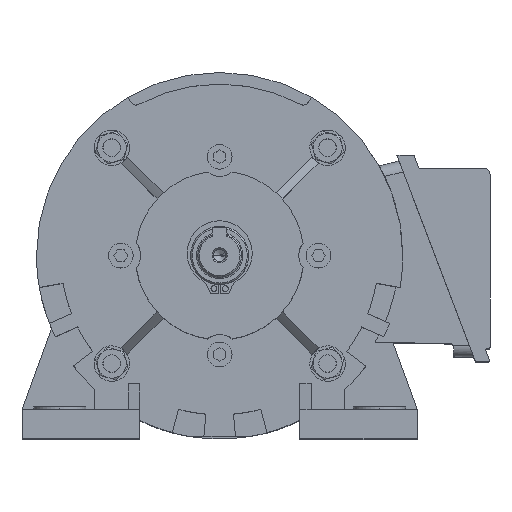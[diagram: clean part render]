
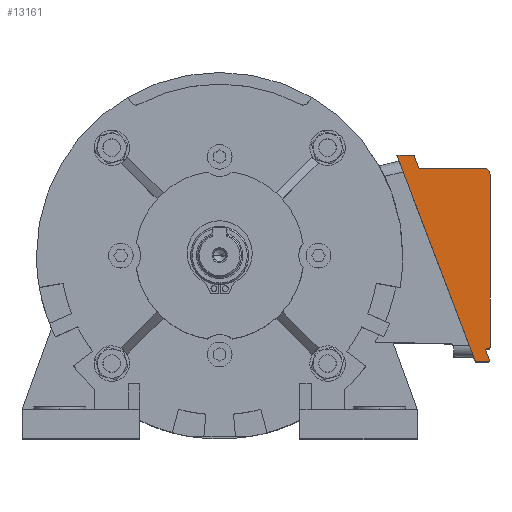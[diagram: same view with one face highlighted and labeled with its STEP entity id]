
A CAD part, top view. The second image highlights one B-rep face of the part: STEP entity #13161.
In plain terms, the highlighted planar face has unit normal (0, 0, 1).
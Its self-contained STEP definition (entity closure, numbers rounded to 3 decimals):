
#58 = CARTESIAN_POINT ( 'NONE',  ( 93., 28., 42. ) ) ;
#148 = AXIS2_PLACEMENT_3D ( 'NONE', #9688, #1245, #11106 ) ;
#253 = CARTESIAN_POINT ( 'NONE',  ( 91.546, -32.678, 42. ) ) ;
#337 = CARTESIAN_POINT ( 'NONE',  ( 93., -36.5, 42. ) ) ;
#471 = EDGE_CURVE ( 'NONE', #9540, #3983, #8380, .T. ) ;
#781 = AXIS2_PLACEMENT_3D ( 'NONE', #7019, #17926, #4196 ) ;
#933 = DIRECTION ( 'NONE',  ( 0., 0., 1. ) ) ;
#977 = DIRECTION ( 'NONE',  ( -1., 0., 0. ) ) ;
#1217 = AXIS2_PLACEMENT_3D ( 'NONE', #15585, #5985, #14391 ) ;
#1245 = DIRECTION ( 'NONE',  ( 0., 0., 1. ) ) ;
#1937 = LINE ( 'NONE', #3774, #5236 ) ;
#2114 = ORIENTED_EDGE ( 'NONE', *, *, #16046, .F. ) ;
#2204 = VERTEX_POINT ( 'NONE', #9332 ) ;
#2230 = VERTEX_POINT ( 'NONE', #12984 ) ;
#2330 = DIRECTION ( 'NONE',  ( -0.355, 0.935, 0. ) ) ;
#2344 = DIRECTION ( 'NONE',  ( 0., 1., 0. ) ) ;
#2480 = CARTESIAN_POINT ( 'NONE',  ( 66.539, 34.5, 42. ) ) ;
#2502 = ORIENTED_EDGE ( 'NONE', *, *, #18104, .T. ) ;
#2752 = CARTESIAN_POINT ( 'NONE',  ( 68.94, 30., 42. ) ) ;
#2983 = CARTESIAN_POINT ( 'NONE',  ( 93., 30., 42. ) ) ;
#3031 = VERTEX_POINT ( 'NONE', #2752 ) ;
#3038 = EDGE_CURVE ( 'NONE', #5986, #8861, #8991, .T. ) ;
#3081 = ORIENTED_EDGE ( 'NONE', *, *, #13658, .T. ) ;
#3137 = VERTEX_POINT ( 'NONE', #10153 ) ;
#3262 = CARTESIAN_POINT ( 'NONE',  ( 92.014, -32., 42. ) ) ;
#3305 = DIRECTION ( 'NONE',  ( -1., 0., 0. ) ) ;
#3420 = AXIS2_PLACEMENT_3D ( 'NONE', #12388, #14461, #5249 ) ;
#3569 = EDGE_CURVE ( 'NONE', #3031, #3137, #11849, .T. ) ;
#3755 = VECTOR ( 'NONE', #3305, 1000. ) ;
#3774 = CARTESIAN_POINT ( 'NONE',  ( 93., 34.5, 42. ) ) ;
#3795 = DIRECTION ( 'NONE',  ( 0., 0., 1. ) ) ;
#3929 = VECTOR ( 'NONE', #4553, 1000. ) ;
#3983 = VERTEX_POINT ( 'NONE', #4794 ) ;
#4099 = LINE ( 'NONE', #11188, #18125 ) ;
#4138 = DIRECTION ( 'NONE',  ( -1., 0., 0. ) ) ;
#4196 = DIRECTION ( 'NONE',  ( 0., 1., 0. ) ) ;
#4216 = LINE ( 'NONE', #6156, #3755 ) ;
#4415 = DIRECTION ( 'NONE',  ( 0., 0., -1. ) ) ;
#4553 = DIRECTION ( 'NONE',  ( 0.355, -0.935, 0. ) ) ;
#4561 = VECTOR ( 'NONE', #7168, 1000. ) ;
#4794 = CARTESIAN_POINT ( 'NONE',  ( 91., 30., 42. ) ) ;
#4986 = VERTEX_POINT ( 'NONE', #14386 ) ;
#4990 = ORIENTED_EDGE ( 'NONE', *, *, #5245, .T. ) ;
#5236 = VECTOR ( 'NONE', #977, 1000. ) ;
#5245 = EDGE_CURVE ( 'NONE', #2204, #2230, #5386, .T. ) ;
#5249 = DIRECTION ( 'NONE',  ( 0., 1., 0. ) ) ;
#5386 = CIRCLE ( 'NONE', #6799, 0.5 ) ;
#5950 = CARTESIAN_POINT ( 'NONE',  ( 61., 34.5, 42. ) ) ;
#5986 = VERTEX_POINT ( 'NONE', #253 ) ;
#5985 = DIRECTION ( 'NONE',  ( 0., 0., 1. ) ) ;
#6156 = CARTESIAN_POINT ( 'NONE',  ( 91.289, -32., 42. ) ) ;
#6268 = CARTESIAN_POINT ( 'NONE',  ( 93., 34.5, 42. ) ) ;
#6799 = AXIS2_PLACEMENT_3D ( 'NONE', #10307, #3795, #2344 ) ;
#6842 = CARTESIAN_POINT ( 'NONE',  ( 66.884, 34.5, 42. ) ) ;
#6955 = ORIENTED_EDGE ( 'NONE', *, *, #13744, .T. ) ;
#6984 = LINE ( 'NONE', #6268, #10325 ) ;
#7014 = VECTOR ( 'NONE', #18029, 1000. ) ;
#7019 = CARTESIAN_POINT ( 'NONE',  ( 68.94, 30.5, 42. ) ) ;
#7168 = DIRECTION ( 'NONE',  ( 1., 0., 0. ) ) ;
#7572 = DIRECTION ( 'NONE',  ( 0., 0., 1. ) ) ;
#7576 = AXIS2_PLACEMENT_3D ( 'NONE', #16018, #7572, #17372 ) ;
#7586 = EDGE_LOOP ( 'NONE', ( #3081, #16409, #2114, #11973, #12080, #14443, #6955, #17258, #12490, #4990, #14822, #16279, #14760, #18098, #2502 ) ) ;
#7677 = LINE ( 'NONE', #337, #3929 ) ;
#7691 = EDGE_CURVE ( 'NONE', #9630, #8861, #4216, .T. ) ;
#7925 = VECTOR ( 'NONE', #2330, 1000. ) ;
#8380 = CIRCLE ( 'NONE', #3420, 2. ) ;
#8587 = EDGE_CURVE ( 'NONE', #15058, #16113, #12547, .T. ) ;
#8777 = EDGE_CURVE ( 'NONE', #2230, #15015, #16075, .T. ) ;
#8861 = VERTEX_POINT ( 'NONE', #3262 ) ;
#8991 = CIRCLE ( 'NONE', #15964, 0.5 ) ;
#9332 = CARTESIAN_POINT ( 'NONE',  ( 92.275, -36.5, 42. ) ) ;
#9350 = VERTEX_POINT ( 'NONE', #16393 ) ;
#9540 = VERTEX_POINT ( 'NONE', #58 ) ;
#9630 = VERTEX_POINT ( 'NONE', #10089 ) ;
#9688 = CARTESIAN_POINT ( 'NONE',  ( 66.539, 34., 42. ) ) ;
#10089 = CARTESIAN_POINT ( 'NONE',  ( 92.5, -32., 42. ) ) ;
#10153 = CARTESIAN_POINT ( 'NONE',  ( 68.473, 30.322, 42. ) ) ;
#10307 = CARTESIAN_POINT ( 'NONE',  ( 92.275, -36., 42. ) ) ;
#10323 = CARTESIAN_POINT ( 'NONE',  ( 92.742, -35.822, 42. ) ) ;
#10325 = VECTOR ( 'NONE', #16110, 1000. ) ;
#10788 = DIRECTION ( 'NONE',  ( 0., 1., 0. ) ) ;
#10789 = LINE ( 'NONE', #6842, #7014 ) ;
#11106 = DIRECTION ( 'NONE',  ( 0., 1., 0. ) ) ;
#11188 = CARTESIAN_POINT ( 'NONE',  ( 93., -36.5, 42. ) ) ;
#11849 = CIRCLE ( 'NONE', #781, 0.5 ) ;
#11973 = ORIENTED_EDGE ( 'NONE', *, *, #3569, .T. ) ;
#12070 = LINE ( 'NONE', #2983, #4561 ) ;
#12080 = ORIENTED_EDGE ( 'NONE', *, *, #12730, .F. ) ;
#12144 = CARTESIAN_POINT ( 'NONE',  ( 93., 34.5, 42. ) ) ;
#12193 = CARTESIAN_POINT ( 'NONE',  ( 88., -36.5, 42. ) ) ;
#12388 = CARTESIAN_POINT ( 'NONE',  ( 91., 28., 42. ) ) ;
#12490 = ORIENTED_EDGE ( 'NONE', *, *, #16527, .F. ) ;
#12547 = LINE ( 'NONE', #12193, #7925 ) ;
#12730 = EDGE_CURVE ( 'NONE', #4986, #3137, #10789, .T. ) ;
#12838 = CARTESIAN_POINT ( 'NONE',  ( 92.014, -32.5, 42. ) ) ;
#12892 = EDGE_CURVE ( 'NONE', #5986, #15015, #7677, .T. ) ;
#12984 = CARTESIAN_POINT ( 'NONE',  ( 92.775, -36., 42. ) ) ;
#13161 = ADVANCED_FACE ( 'NONE', ( #14937 ), #14954, .T. ) ;
#13658 = EDGE_CURVE ( 'NONE', #9350, #9540, #6984, .T. ) ;
#13744 = EDGE_CURVE ( 'NONE', #14341, #16113, #1937, .T. ) ;
#13748 = CIRCLE ( 'NONE', #148, 0.5 ) ;
#14341 = VERTEX_POINT ( 'NONE', #2480 ) ;
#14386 = CARTESIAN_POINT ( 'NONE',  ( 67.007, 34.178, 42. ) ) ;
#14391 = DIRECTION ( 'NONE',  ( 0., 1., 0. ) ) ;
#14443 = ORIENTED_EDGE ( 'NONE', *, *, #15318, .T. ) ;
#14461 = DIRECTION ( 'NONE',  ( 0., 0., 1. ) ) ;
#14760 = ORIENTED_EDGE ( 'NONE', *, *, #3038, .T. ) ;
#14822 = ORIENTED_EDGE ( 'NONE', *, *, #8777, .T. ) ;
#14937 = FACE_OUTER_BOUND ( 'NONE', #7586, .T. ) ;
#14954 = PLANE ( 'NONE',  #17369 ) ;
#15015 = VERTEX_POINT ( 'NONE', #10323 ) ;
#15058 = VERTEX_POINT ( 'NONE', #16019 ) ;
#15191 = DIRECTION ( 'NONE',  ( 0., 1., 0. ) ) ;
#15310 = CIRCLE ( 'NONE', #7576, 0.5 ) ;
#15318 = EDGE_CURVE ( 'NONE', #4986, #14341, #13748, .T. ) ;
#15585 = CARTESIAN_POINT ( 'NONE',  ( 92.275, -36., 42. ) ) ;
#15964 = AXIS2_PLACEMENT_3D ( 'NONE', #12838, #4415, #15191 ) ;
#16018 = CARTESIAN_POINT ( 'NONE',  ( 92.5, -31.5, 42. ) ) ;
#16019 = CARTESIAN_POINT ( 'NONE',  ( 88., -36.5, 42. ) ) ;
#16046 = EDGE_CURVE ( 'NONE', #3031, #3983, #12070, .T. ) ;
#16075 = CIRCLE ( 'NONE', #1217, 0.5 ) ;
#16110 = DIRECTION ( 'NONE',  ( 0., 1., 0. ) ) ;
#16113 = VERTEX_POINT ( 'NONE', #5950 ) ;
#16279 = ORIENTED_EDGE ( 'NONE', *, *, #12892, .F. ) ;
#16393 = CARTESIAN_POINT ( 'NONE',  ( 93., -31.5, 42. ) ) ;
#16409 = ORIENTED_EDGE ( 'NONE', *, *, #471, .T. ) ;
#16527 = EDGE_CURVE ( 'NONE', #2204, #15058, #4099, .T. ) ;
#17258 = ORIENTED_EDGE ( 'NONE', *, *, #8587, .F. ) ;
#17369 = AXIS2_PLACEMENT_3D ( 'NONE', #12144, #933, #10788 ) ;
#17372 = DIRECTION ( 'NONE',  ( 0., 1., 0. ) ) ;
#17926 = DIRECTION ( 'NONE',  ( 0., 0., -1. ) ) ;
#18029 = DIRECTION ( 'NONE',  ( 0.355, -0.935, 0. ) ) ;
#18098 = ORIENTED_EDGE ( 'NONE', *, *, #7691, .F. ) ;
#18104 = EDGE_CURVE ( 'NONE', #9630, #9350, #15310, .T. ) ;
#18125 = VECTOR ( 'NONE', #4138, 1000. ) ;
